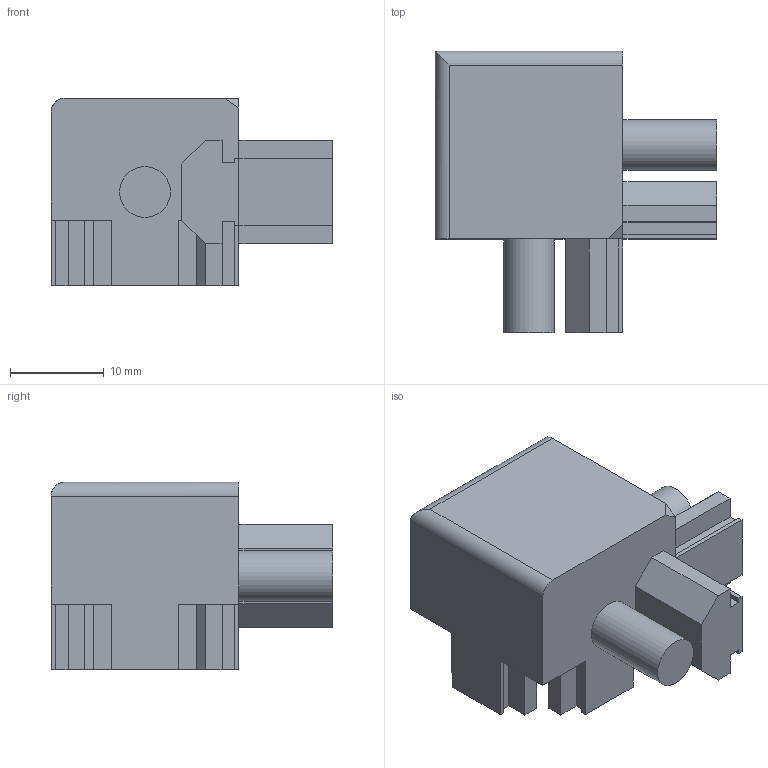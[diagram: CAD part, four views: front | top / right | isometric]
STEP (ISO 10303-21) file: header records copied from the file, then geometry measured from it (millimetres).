
FILE_DESCRIPTION(('FreeCAD Model'),'2;1');
FILE_NAME('Open CASCADE Shape Model','2024-12-06T16:48:13',('Author'),( ''),'Open CASCADE STEP processor 7.8','FreeCAD','Unknown');
FILE_SCHEMA(('AUTOMOTIVE_DESIGN { 1 0 10303 214 1 1 1 1 }'));
Length unit declared in the file: millimetre
Products named in the file (1): Slice003.0
Bounding box: 30 x 30 x 20 mm (x, y, z)
Volume: 8324.4 mm3; surface area: 3897.8 mm2
Topology: 1 solids, 1 shells, 105 faces, 291 edges, 191 vertices
Faces by surface type: plane 100, cylinder 5
Full cylindrical faces by diameter (mm): 5.4 x3
Entity records: 3306 total; most frequent: CARTESIAN_POINT 588, ORIENTED_EDGE 584, DIRECTION 512, EDGE_CURVE 291, LINE 282, VECTOR 282, VERTEX_POINT 191, AXIS2_PLACEMENT_3D 115
